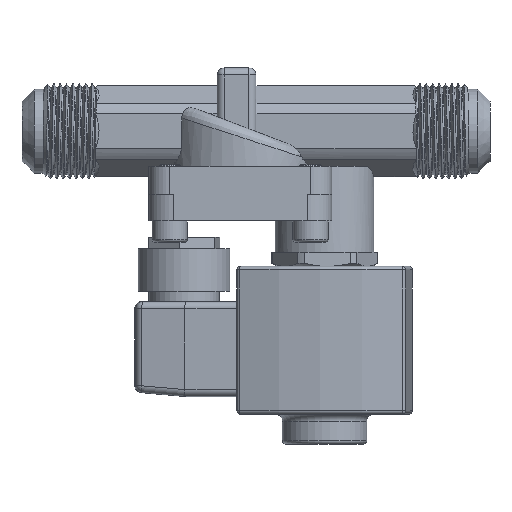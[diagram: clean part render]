
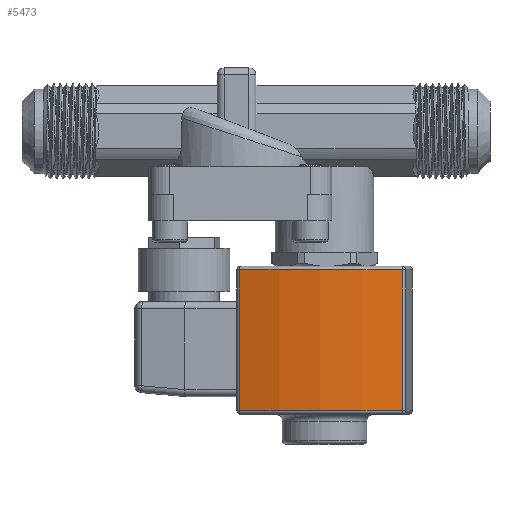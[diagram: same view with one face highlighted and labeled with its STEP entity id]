
A CAD part, front view. The second image highlights one B-rep face of the part: STEP entity #5473.
In plain terms, the highlighted cylindrical face has radius 82 mm (diameter 164 mm), a partial arc.
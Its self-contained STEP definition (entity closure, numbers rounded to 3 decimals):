
#526=FACE_OUTER_BOUND('',#864,.T.);
#864=EDGE_LOOP('',(#4575,#4576,#4577,#4578));
#1211=CIRCLE('',#6035,82.);
#1212=CIRCLE('',#6036,82.);
#1687=LINE('',#15276,#2049);
#1688=LINE('',#15280,#2050);
#2049=VECTOR('',#7381,1000.);
#2050=VECTOR('',#7384,1000.);
#2552=VERTEX_POINT('',#15274);
#2553=VERTEX_POINT('',#15275);
#2554=VERTEX_POINT('',#15277);
#2555=VERTEX_POINT('',#15279);
#3269=EDGE_CURVE('',#2552,#2553,#1687,.T.);
#3270=EDGE_CURVE('',#2553,#2554,#1211,.T.);
#3271=EDGE_CURVE('',#2554,#2555,#1688,.T.);
#3272=EDGE_CURVE('',#2555,#2552,#1212,.T.);
#4575=ORIENTED_EDGE('',*,*,#3269,.T.);
#4576=ORIENTED_EDGE('',*,*,#3270,.T.);
#4577=ORIENTED_EDGE('',*,*,#3271,.T.);
#4578=ORIENTED_EDGE('',*,*,#3272,.T.);
#5230=CYLINDRICAL_SURFACE('',#6034,82.);
#5473=ADVANCED_FACE('',(#526),#5230,.T.);
#6034=AXIS2_PLACEMENT_3D('',#15273,#7379,#7380);
#6035=AXIS2_PLACEMENT_3D('',#15278,#7382,#7383);
#6036=AXIS2_PLACEMENT_3D('',#15281,#7385,#7386);
#7379=DIRECTION('center_axis',(0.,0.,
-1.));
#7380=DIRECTION('ref_axis',(-0.998,0.058,0.));
#7381=DIRECTION('',(0.,0.,1.));
#7382=DIRECTION('center_axis',(0.,0.,
-1.));
#7383=DIRECTION('ref_axis',(-0.998,0.058,0.));
#7384=DIRECTION('',(0.,0.,-1.));
#7385=DIRECTION('center_axis',(0.,0.,
1.));
#7386=DIRECTION('ref_axis',(-0.998,0.058,0.));
#15273=CARTESIAN_POINT('Origin',(19.779,60.781,51.8));
#15274=CARTESIAN_POINT('',(38.43,-19.07,10.8));
#15275=CARTESIAN_POINT('',(38.43,-19.07,50.8));
#15276=CARTESIAN_POINT('',(38.43,-19.07,51.8));
#15277=CARTESIAN_POINT('',(-8.059,-16.35,50.8));
#15278=CARTESIAN_POINT('Origin',(19.779,60.781,50.8));
#15279=CARTESIAN_POINT('',(-8.059,-16.35,10.8));
#15280=CARTESIAN_POINT('',(-8.059,-16.35,51.8));
#15281=CARTESIAN_POINT('Origin',(19.779,60.781,10.8));
